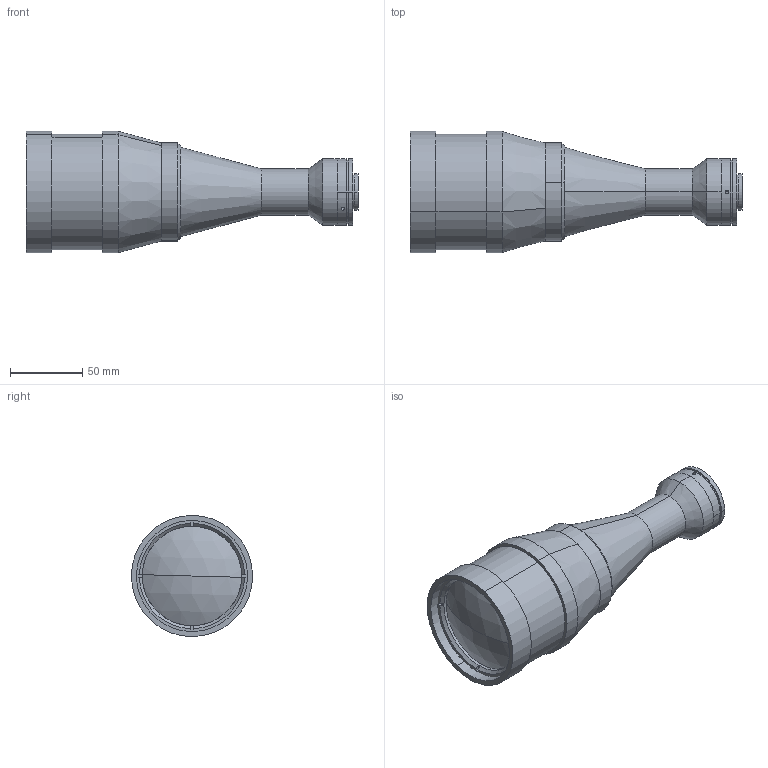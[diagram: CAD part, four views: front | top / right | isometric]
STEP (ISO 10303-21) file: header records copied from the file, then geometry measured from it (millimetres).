
FILE_DESCRIPTION (( 'STEP AP203' ), '1' );
FILE_NAME ('XF-5MDT03X200-1C.STEP', '2015-07-29T08:17:47', ( 'Lxtx999.CoM' ), ( 'Lxtx999.CoM' ), 'SwSTEP 2.0', 'SolidWorks 2014', '' );
FILE_SCHEMA (( 'CONFIG_CONTROL_DESIGN' ));
Length unit declared in the file: millimetre
Products named in the file (1): XF-5MDT03X200-1C
Bounding box: 230.05 x 83.99 x 83.99 mm (x, y, z)
Surface area: 61299 mm2 (no closed solid volume)
Topology: 0 solids, 8 shells, 80 faces, 192 edges, 125 vertices
Faces by surface type: cylinder 38, plane 28, cone 12, sphere 2
Entity records: 2620 total; most frequent: CARTESIAN_POINT 650, DIRECTION 436, ORIENTED_EDGE 334, EDGE_CURVE 192, AXIS2_PLACEMENT_3D 183, VERTEX_POINT 125, CIRCLE 102, EDGE_LOOP 95
